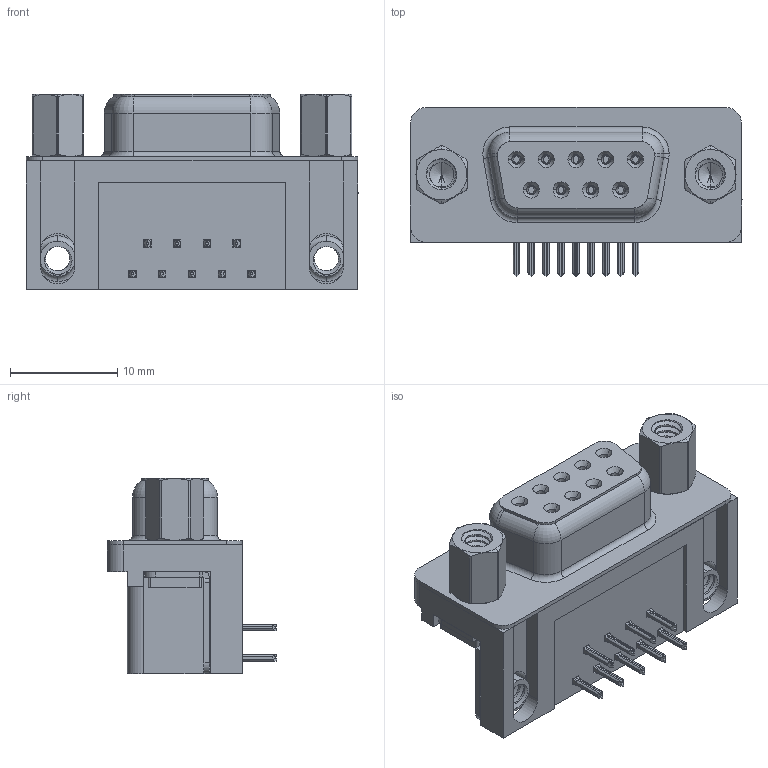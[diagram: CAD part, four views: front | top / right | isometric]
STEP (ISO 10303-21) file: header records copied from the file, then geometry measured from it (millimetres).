
FILE_DESCRIPTION (( 'STEP AP203' ), '1' );
FILE_NAME ('622-009-360-553.STEP', '2019-11-19T20:11:39', ( '' ), ( '' ), 'SwSTEP 2.0', 'SolidWorks 2016', '' );
FILE_SCHEMA (( 'CONFIG_CONTROL_DESIGN' ));
Length unit declared in the file: millimetre
Products named in the file (8): 622 Socket Bottom; 622 4-40 Hex Standoff 5; 622-009-360-553; 622 Housing_9 Socket; 622 4-40 Threaded Rivet; 622 Shell_9 Socket; 622 4-40 Threaded Board Mount; 622 Contact Top
Assembly tree (17 placements, depth 2):
  622-009-360-553
    622 Housing_9 Socket
    622 Shell_9 Socket
    622 Socket Bottom  x4
    622 Contact Top  x5
    622 4-40 Threaded Board Mount  x2
    622 4-40 Threaded Rivet  x2
    622 4-40 Hex Standoff 5  x2
Bounding box: 30.89 x 15.73 x 18.2 mm (x, y, z)
Volume: 3939.3 mm3; surface area: 5605.8 mm2
Topology: 17 solids, 17 shells, 1722 faces, 4534 edges, 2860 vertices
Faces by surface type: plane 706, cylinder 492, bspline 332, cone 142, torus 50
Entity records: 29922 total; most frequent: CARTESIAN_POINT 12907, ORIENTED_EDGE 3534, DIRECTION 3001, EDGE_CURVE 1767, VERTEX_POINT 1126, AXIS2_PLACEMENT_3D 1015, VECTOR 971, LINE 971
